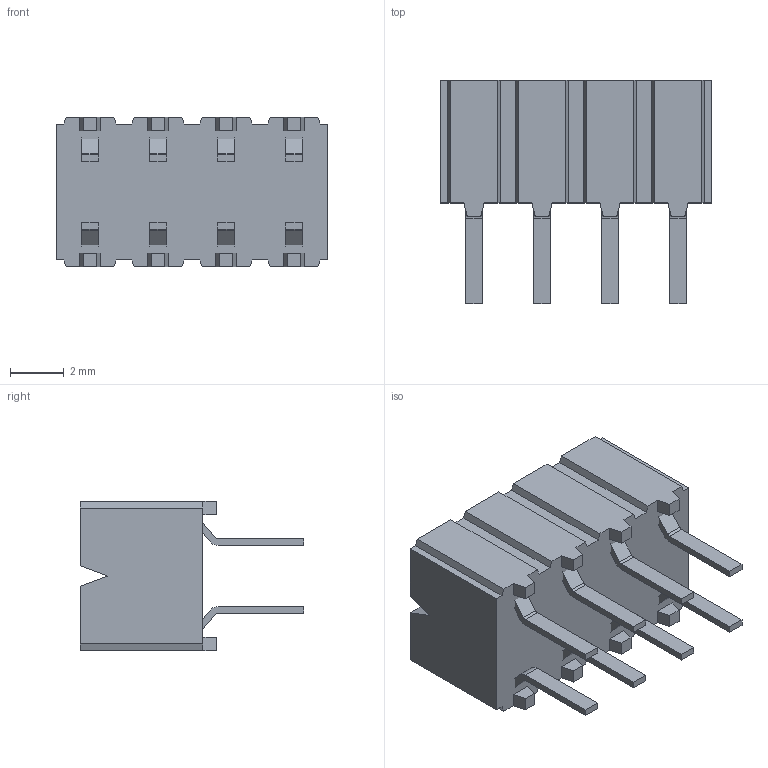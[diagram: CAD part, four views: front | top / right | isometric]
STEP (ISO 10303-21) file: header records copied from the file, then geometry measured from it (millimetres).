
FILE_DESCRIPTION(/* description */ ('STEP AP214'),/* implementation_level */ '2;1');
FILE_NAME(/* name */ 'CES-104-01-T-D',/* time_stamp */ '2024-12-23T10:30:48+01:00',/* author */ ('License CC BY-ND 4.0'),/* organization */ ('CADENAS'),/* preprocessor_version */ 'ST-DEVELOPER v19.3',/* originating_system */ 'PARTsolutions',/* authorisation */ ' ');
FILE_SCHEMA (('AUTOMOTIVE_DESIGN {1 0 10303 214 3 1 1}'));
Length unit declared in the file: inch
Products named in the file (4): CES-104-01-T-D; CES-104-01-D_socket; 010401TD; 010401TD2
Assembly tree (3 placements, depth 2):
  CES-104-01-T-D
    CES-104-01-D_socket
    010401TD
    010401TD2
Bounding box: 10.16 x 8.33 x 5.59 mm (x, y, z)
Volume: 393.1 mm3; surface area: 819.2 mm2
Topology: 3 solids, 3 shells, 240 faces, 630 edges, 420 vertices
Faces by surface type: plane 224, cylinder 16
Entity records: 7370 total; most frequent: CARTESIAN_POINT 1294, ORIENTED_EDGE 1260, DIRECTION 1150, EDGE_CURVE 630, LINE 598, VECTOR 598, VERTEX_POINT 420, AXIS2_PLACEMENT_3D 276
